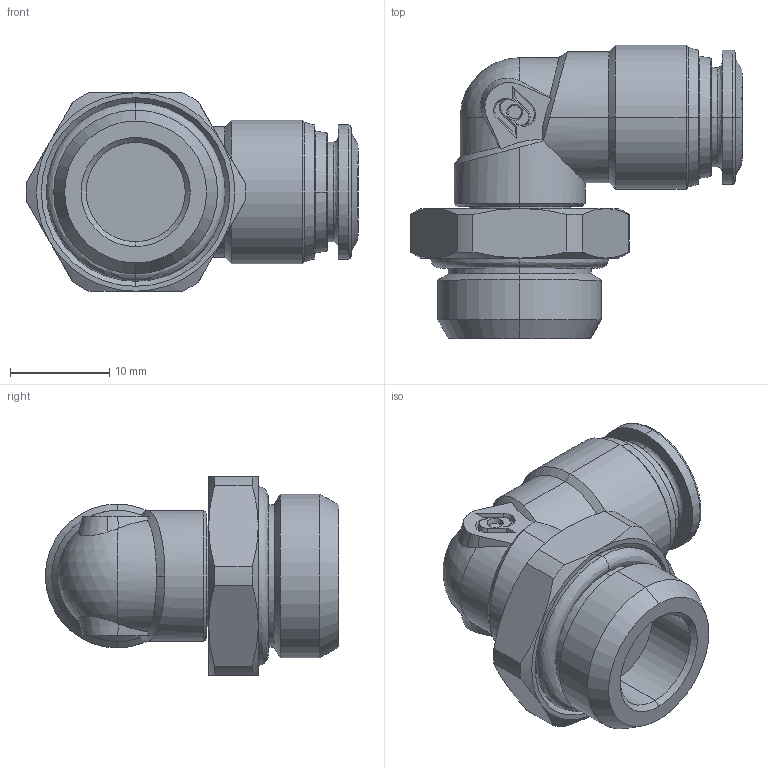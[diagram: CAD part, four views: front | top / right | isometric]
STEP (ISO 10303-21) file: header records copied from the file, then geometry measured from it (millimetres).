
FILE_DESCRIPTION (( 'STEP AP214' ), '1' );
FILE_NAME ('PL08-G03_ME.STEP', '2018-08-27T08:41:10', ( '' ), ( '' ), 'SwSTEP 2.0', 'SolidWorks 2018', '' );
FILE_SCHEMA (( 'AUTOMOTIVE_DESIGN' ));
Length unit declared in the file: millimetre
Products named in the file (1): PL08-G03_ME
Bounding box: 33.45 x 29.55 x 20 mm (x, y, z)
Volume: 6827.7 mm3; surface area: 3733 mm2
Topology: 2 solids, 2 shells, 160 faces, 389 edges, 246 vertices
Faces by surface type: cone 58, plane 49, cylinder 30, bspline 22, sphere 1
Entity records: 6174 total; most frequent: CARTESIAN_POINT 2547, ORIENTED_EDGE 778, DIRECTION 717, EDGE_CURVE 389, AXIS2_PLACEMENT_3D 291, VERTEX_POINT 246, EDGE_LOOP 179, ADVANCED_FACE 160
